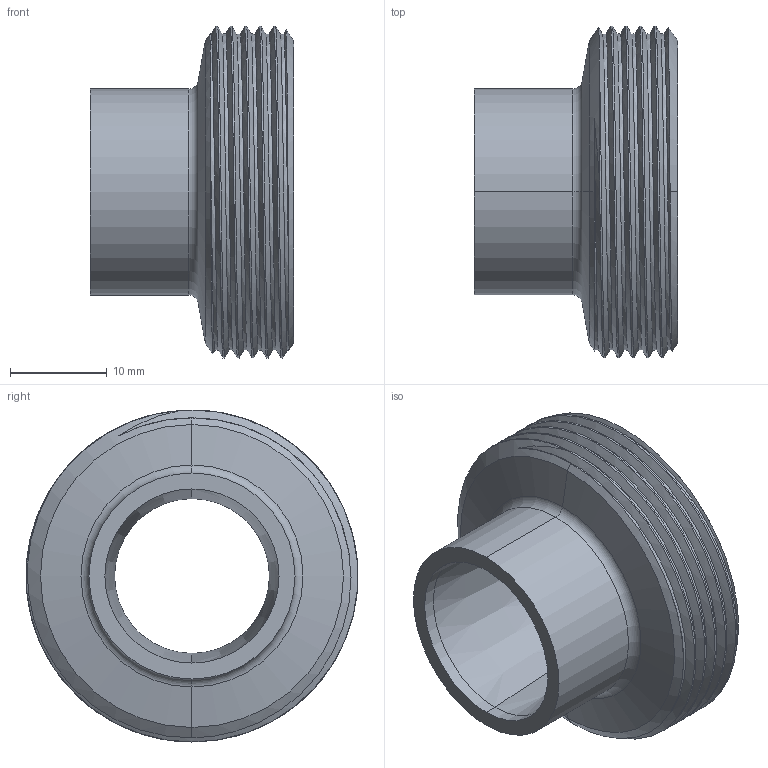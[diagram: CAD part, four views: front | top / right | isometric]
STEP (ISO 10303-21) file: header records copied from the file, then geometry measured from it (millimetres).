
FILE_DESCRIPTION (( 'STEP AP203' ), '1' );
FILE_NAME ('3D-M2101P_21.3x1.6_174094015.STEP', '2024-09-04T13:59:50', ( '' ), ( '' ), 'SwSTEP 2.0', 'SolidWorks 2024', '' );
FILE_SCHEMA (( 'CONFIG_CONTROL_DESIGN' ));
Length unit declared in the file: millimetre
Products named in the file (1): 3D-M2101P_21.3x1.6_174094015
Bounding box: 21 x 34.31 x 34.32 mm (x, y, z)
Volume: 6465.2 mm3; surface area: 4834.8 mm2
Topology: 1 solids, 1 shells, 40 faces, 96 edges, 60 vertices
Faces by surface type: cylinder 21, cone 10, plane 4, bspline 3, torus 2
Entity records: 4040 total; most frequent: CARTESIAN_POINT 3093, ORIENTED_EDGE 192, DIRECTION 170, EDGE_CURVE 96, AXIS2_PLACEMENT_3D 70, VERTEX_POINT 60, EDGE_LOOP 44, ADVANCED_FACE 40
